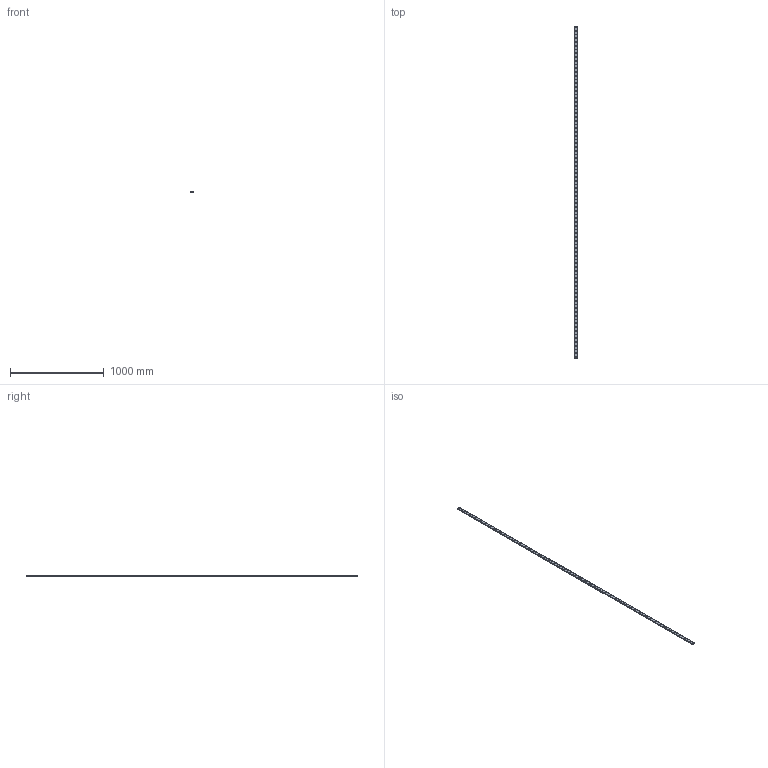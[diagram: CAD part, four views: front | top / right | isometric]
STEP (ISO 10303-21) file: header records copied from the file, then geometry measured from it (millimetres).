
FILE_DESCRIPTION(('STEP AP214'),'1');
FILE_NAME('cctmp_F49256E4-4FEF-4FCE-A154-4D8CBB8D0638_2021_03_02_11_35_04_0901..stp','2021-03-02T10:35:05',('HIWIN GmbH'),('CADClick - www.CADClick.com'),'Spatial InterOp 3D',' ','unknown authorization');
FILE_SCHEMA(('AUTOMOTIVE_DESIGN'));
Length unit declared in the file: millimetre
Products named in the file (1): WER17R3540H_FILE
Bounding box: 33 x 3540 x 9.3 mm (x, y, z)
Volume: 977517.6 mm3; surface area: 346137.5 mm2
Topology: 1 solids, 1 shells, 1705 faces, 3495 edges, 2330 vertices
Faces by surface type: cylinder 1086, plane 619
Entity records: 59685 total; most frequent: DIRECTION 9079, CARTESIAN_POINT 7531, ORIENTED_EDGE 6990, AXIS2_PLACEMENT_3D 3878, EDGE_CURVE 3495, VERTEX_POINT 2330, EDGE_LOOP 2243, CIRCLE 2172
